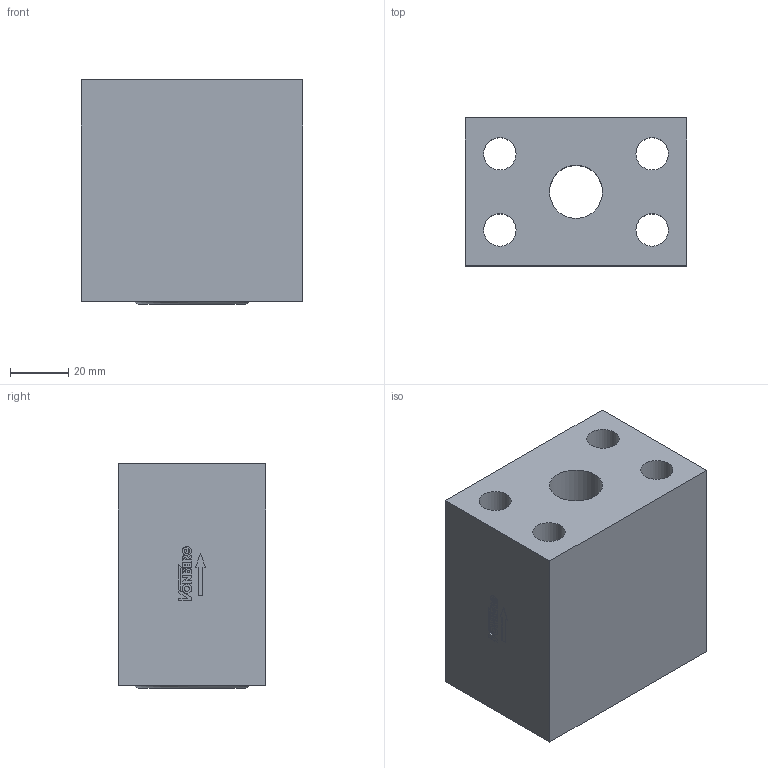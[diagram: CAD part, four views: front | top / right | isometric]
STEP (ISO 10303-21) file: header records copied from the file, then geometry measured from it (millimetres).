
FILE_DESCRIPTION((''),'2;1');
FILE_NAME('90200-100.stp','2015-01-05T11:34:41',('jml'),(''),'Autodesk Inventor 2010','Autodesk Inventor 2010','');
FILE_SCHEMA(('AUTOMOTIVE_DESIGN { 1 0 10303 214 1 1 1 1 }'));
Length unit declared in the file: inch
Products named in the file (3): 90200-100; 300121; 219 O-RING
Assembly tree (2 placements, depth 2):
  90200-100
    300121
    219 O-RING
Bounding box: 76.2 x 50.8 x 77.07 mm (x, y, z)
Volume: 244591.7 mm3; surface area: 43406.5 mm2
Topology: 2 solids, 2 shells, 118 faces, 301 edges, 202 vertices
Faces by surface type: plane 93, cylinder 24, torus 1
Full cylindrical faces by diameter (mm): 1.74 x1, 11.176 x4, 18.237 x2, 27.153 x1, 30.861 x1, 39.751 x1
Entity records: 3680 total; most frequent: CARTESIAN_POINT 606, DIRECTION 582, ORIENTED_EDGE 572, EDGE_CURVE 286, VECTOR 236, LINE 236, VERTEX_POINT 197, AXIS2_PLACEMENT_3D 173
